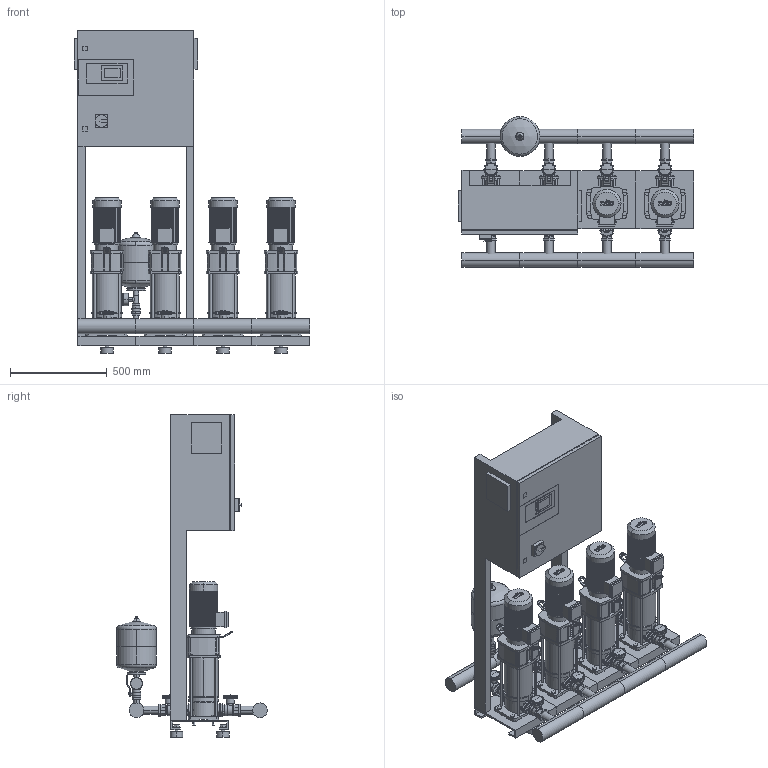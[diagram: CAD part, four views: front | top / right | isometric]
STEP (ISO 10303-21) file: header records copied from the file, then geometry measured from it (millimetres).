
FILE_DESCRIPTION((''),'2;1');
FILE_NAME('3d_CO-4HELIXV604_K_CC-01-2535339.stp','2016-01-25T09:07:35',(''),(''),'Mechanical Desktop 2009','Mechanical Desktop 2009',', , ');
FILE_SCHEMA(('CONFIG_CONTROL_DESIGN'));
Length unit declared in the file: millimetre
Products named in the file (1): Product
Bounding box: 1220 x 780.05 x 1670 mm (x, y, z)
Volume: 178678984.1 mm3; surface area: 8888619.2 mm2
Topology: 162 solids, 162 shells, 4951 faces, 12671 edges, 8328 vertices
Faces by surface type: plane 2263, cylinder 1360, bspline 1098, cone 204, torus 24, sphere 2
Entity records: 158177 total; most frequent: CARTESIAN_POINT 38339, ORIENTED_EDGE 25310, DIRECTION 23497, EDGE_CURVE 12655, VERTEX_POINT 8322, VECTOR 8305, LINE 8305, AXIS2_PLACEMENT_3D 7596
